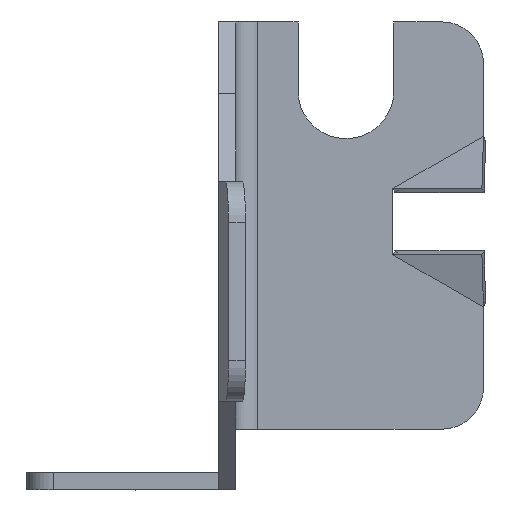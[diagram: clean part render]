
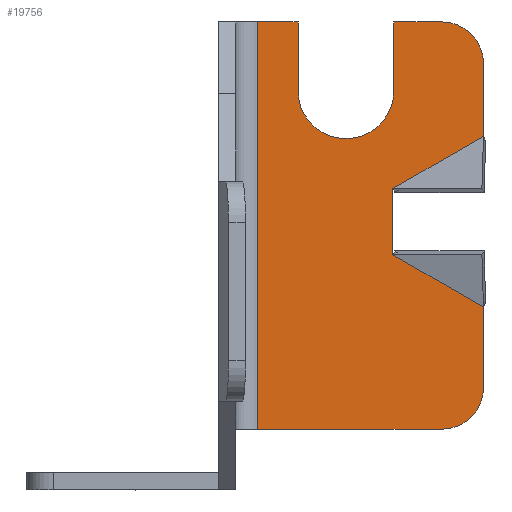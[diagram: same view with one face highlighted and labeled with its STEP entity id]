
A CAD part, front view. The second image highlights one B-rep face of the part: STEP entity #19756.
In plain terms, the highlighted planar face has unit normal (0, -1, 0).
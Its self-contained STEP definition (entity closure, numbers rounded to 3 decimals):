
#97=CIRCLE('',#20714,2.21);
#98=CIRCLE('',#20718,1.905);
#100=CIRCLE('',#20726,1.905);
#1092=FACE_OUTER_BOUND('',#2073,.T.);
#2073=EDGE_LOOP('',(#17699,#17700,#17701,#17702,#17703,#17704,#17705,#17706,
#17707,#17708,#17709,#17710,#17711,#17712));
#4763=LINE('',#31880,#7506);
#4765=LINE('',#31885,#7508);
#4769=LINE('',#31897,#7512);
#4771=LINE('',#31901,#7514);
#4776=LINE('',#31913,#7519);
#4777=LINE('',#31915,#7520);
#4779=LINE('',#31918,#7522);
#4780=LINE('',#31920,#7523);
#4781=LINE('',#31923,#7524);
#4821=LINE('',#32027,#7564);
#4822=LINE('',#32028,#7565);
#7506=VECTOR('',#25350,1000.);
#7508=VECTOR('',#25354,1000.);
#7512=VECTOR('',#25366,1000.);
#7514=VECTOR('',#25370,10.);
#7519=VECTOR('',#25383,1000.);
#7520=VECTOR('',#25386,1000.);
#7522=VECTOR('',#25390,1000.);
#7523=VECTOR('',#25393,1000.);
#7524=VECTOR('',#25396,1000.);
#7564=VECTOR('',#25518,10.);
#7565=VECTOR('',#25519,1000.);
#9346=VERTEX_POINT('',#31718);
#9348=VERTEX_POINT('',#31726);
#9350=VERTEX_POINT('',#31732);
#9353=VERTEX_POINT('',#31741);
#9391=VERTEX_POINT('',#31873);
#9394=VERTEX_POINT('',#31878);
#9396=VERTEX_POINT('',#31884);
#9398=VERTEX_POINT('',#31890);
#9400=VERTEX_POINT('',#31896);
#9401=VERTEX_POINT('',#31900);
#9403=VERTEX_POINT('',#31906);
#9405=VERTEX_POINT('',#31922);
#9407=VERTEX_POINT('',#31928);
#9428=VERTEX_POINT('',#32026);
#12162=EDGE_CURVE('',#9391,#9394,#4763,.T.);
#12164=EDGE_CURVE('',#9396,#9391,#4765,.T.);
#12167=EDGE_CURVE('',#9398,#9396,#97,.T.);
#12170=EDGE_CURVE('',#9400,#9398,#4769,.T.);
#12172=EDGE_CURVE('',#9401,#9400,#4771,.T.);
#12175=EDGE_CURVE('',#9403,#9401,#98,.T.);
#12179=EDGE_CURVE('',#9346,#9403,#4776,.T.);
#12180=EDGE_CURVE('',#9348,#9346,#4777,.T.);
#12182=EDGE_CURVE('',#9350,#9348,#4779,.T.);
#12183=EDGE_CURVE('',#9353,#9350,#4780,.T.);
#12184=EDGE_CURVE('',#9405,#9353,#4781,.T.);
#12187=EDGE_CURVE('',#9407,#9405,#100,.T.);
#12236=EDGE_CURVE('',#9428,#9394,#4821,.T.);
#12237=EDGE_CURVE('',#9407,#9428,#4822,.T.);
#17699=ORIENTED_EDGE('',*,*,#12236,.F.);
#17700=ORIENTED_EDGE('',*,*,#12237,.F.);
#17701=ORIENTED_EDGE('',*,*,#12187,.T.);
#17702=ORIENTED_EDGE('',*,*,#12184,.T.);
#17703=ORIENTED_EDGE('',*,*,#12183,.T.);
#17704=ORIENTED_EDGE('',*,*,#12182,.T.);
#17705=ORIENTED_EDGE('',*,*,#12180,.T.);
#17706=ORIENTED_EDGE('',*,*,#12179,.T.);
#17707=ORIENTED_EDGE('',*,*,#12175,.T.);
#17708=ORIENTED_EDGE('',*,*,#12172,.T.);
#17709=ORIENTED_EDGE('',*,*,#12170,.T.);
#17710=ORIENTED_EDGE('',*,*,#12167,.T.);
#17711=ORIENTED_EDGE('',*,*,#12164,.T.);
#17712=ORIENTED_EDGE('',*,*,#12162,.T.);
#18795=PLANE('',#20765);
#19756=ADVANCED_FACE('',(#1092),#18795,.F.);
#20714=AXIS2_PLACEMENT_3D('',#31891,#25360,#25361);
#20718=AXIS2_PLACEMENT_3D('',#31907,#25375,#25376);
#20726=AXIS2_PLACEMENT_3D('',#31929,#25401,#25402);
#20765=AXIS2_PLACEMENT_3D('',#32025,#25516,#25517);
#25350=DIRECTION('',(-1.,0.,0.));
#25354=DIRECTION('',(0.,0.,1.));
#25360=DIRECTION('center_axis',(0.,1.,0.));
#25361=DIRECTION('ref_axis',(0.,0.,
1.));
#25366=DIRECTION('',(0.,0.,-1.));
#25370=DIRECTION('',(-1.,0.,0.));
#25375=DIRECTION('center_axis',(0.,-1.,0.));
#25376=DIRECTION('ref_axis',(0.,0.,
1.));
#25383=DIRECTION('',(0.,0.,1.));
#25386=DIRECTION('',(0.866,0.,0.5));
#25390=DIRECTION('',(0.,0.,1.));
#25393=DIRECTION('',(-0.866,0.,0.5));
#25396=DIRECTION('',(0.,0.,1.));
#25401=DIRECTION('center_axis',(0.,-1.,0.));
#25402=DIRECTION('ref_axis',(0.,0.,
1.));
#25516=DIRECTION('center_axis',(0.,1.,0.));
#25517=DIRECTION('ref_axis',(0.,0.,
1.));
#25518=DIRECTION('',(0.,0.,1.));
#25519=DIRECTION('',(-1.,0.,0.));
#31718=CARTESIAN_POINT('',(233.208,-35.744,15.523));
#31726=CARTESIAN_POINT('',(229.017,-35.744,13.104));
#31732=CARTESIAN_POINT('',(229.017,-35.744,10.056));
#31741=CARTESIAN_POINT('',(233.208,-35.744,7.636));
#31873=CARTESIAN_POINT('',(224.648,-35.744,20.8));
#31878=CARTESIAN_POINT('',(222.769,-35.744,20.8));
#31880=CARTESIAN_POINT('',(222.769,-35.744,20.8));
#31884=CARTESIAN_POINT('',(224.648,-35.744,17.625));
#31885=CARTESIAN_POINT('',(224.648,-35.744,17.625));
#31890=CARTESIAN_POINT('',(229.068,-35.744,17.625));
#31891=CARTESIAN_POINT('Origin',(226.858,-35.744,17.625));
#31896=CARTESIAN_POINT('',(229.068,-35.744,20.8));
#31897=CARTESIAN_POINT('',(229.068,-35.744,17.625));
#31900=CARTESIAN_POINT('',(231.303,-35.744,20.8));
#31901=CARTESIAN_POINT('',(222.273,-35.744,20.8));
#31906=CARTESIAN_POINT('',(233.208,-35.744,18.895));
#31907=CARTESIAN_POINT('Origin',(231.303,-35.744,18.895));
#31913=CARTESIAN_POINT('',(233.208,-35.744,-0.79));
#31915=CARTESIAN_POINT('',(233.208,-35.744,15.523));
#31918=CARTESIAN_POINT('',(229.017,-35.744,10.056));
#31920=CARTESIAN_POINT('',(233.208,-35.744,7.636));
#31922=CARTESIAN_POINT('',(233.208,-35.744,3.909));
#31923=CARTESIAN_POINT('',(233.208,-35.744,-0.79));
#31928=CARTESIAN_POINT('',(231.303,-35.744,2.004));
#31929=CARTESIAN_POINT('Origin',(231.303,-35.744,3.909));
#32025=CARTESIAN_POINT('Origin',(222.769,-35.744,-0.79));
#32026=CARTESIAN_POINT('',(222.769,-35.744,2.004));
#32027=CARTESIAN_POINT('',(222.769,-35.744,-0.79));
#32028=CARTESIAN_POINT('',(222.769,-35.744,2.004));
